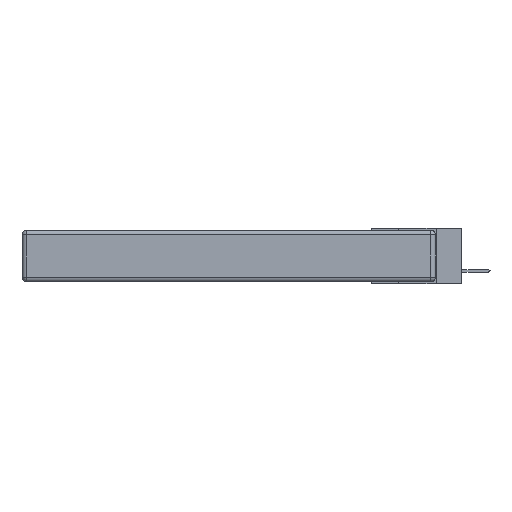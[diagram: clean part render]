
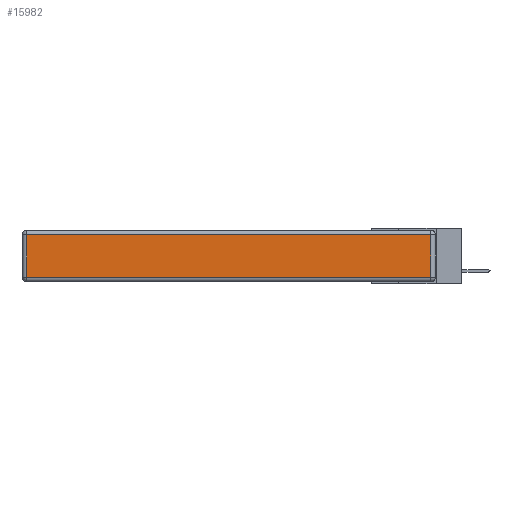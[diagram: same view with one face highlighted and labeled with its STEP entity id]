
A CAD part, left-side view. The second image highlights one B-rep face of the part: STEP entity #15982.
In plain terms, the highlighted planar face has unit normal (-1, 0, 0).
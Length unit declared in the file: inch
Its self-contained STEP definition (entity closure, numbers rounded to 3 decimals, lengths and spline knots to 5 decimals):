
#158 = EDGE_CURVE ( 'NONE', #14391, #3322, #6706, .T. ) ;
#836 = VECTOR ( 'NONE', #18726, 39.37008 ) ;
#1080 = LINE ( 'NONE', #10072, #836 ) ;
#1166 = DIRECTION ( 'NONE',  ( 0., 0., 1. ) ) ;
#1402 = VERTEX_POINT ( 'NONE', #14390 ) ;
#1679 = ORIENTED_EDGE ( 'NONE', *, *, #10828, .T. ) ;
#1936 = CARTESIAN_POINT ( 'NONE',  ( 0., 2.72, -0.343 ) ) ;
#2137 = DIRECTION ( 'NONE',  ( 0., 0., -1. ) ) ;
#2232 = ORIENTED_EDGE ( 'NONE', *, *, #9383, .T. ) ;
#2752 = ORIENTED_EDGE ( 'NONE', *, *, #158, .T. ) ;
#3322 = VERTEX_POINT ( 'NONE', #11651 ) ;
#3527 = VERTEX_POINT ( 'NONE', #12154 ) ;
#3563 = LINE ( 'NONE', #10880, #14221 ) ;
#3759 = VECTOR ( 'NONE', #2137, 39.37008 ) ;
#3871 = CARTESIAN_POINT ( 'NONE',  ( 0., 0., -0.343 ) ) ;
#3929 = DIRECTION ( 'NONE',  ( 0., 0., 1. ) ) ;
#5506 = FACE_OUTER_BOUND ( 'NONE', #6959, .T. ) ;
#5678 = CARTESIAN_POINT ( 'NONE',  ( 0., 0.03, -0.313 ) ) ;
#6706 = LINE ( 'NONE', #18720, #15587 ) ;
#6959 = EDGE_LOOP ( 'NONE', ( #2232, #2752, #10337, #1679 ) ) ;
#9383 = EDGE_CURVE ( 'NONE', #3527, #14391, #1080, .T. ) ;
#9798 = DIRECTION ( 'NONE',  ( -1., 0., 0. ) ) ;
#10072 = CARTESIAN_POINT ( 'NONE',  ( 0., 0., -0.313 ) ) ;
#10337 = ORIENTED_EDGE ( 'NONE', *, *, #18269, .T. ) ;
#10828 = EDGE_CURVE ( 'NONE', #1402, #3527, #18312, .T. ) ;
#10880 = CARTESIAN_POINT ( 'NONE',  ( 0., 2.75, -0.03 ) ) ;
#11651 = CARTESIAN_POINT ( 'NONE',  ( 0., 0.03, -0.03 ) ) ;
#12154 = CARTESIAN_POINT ( 'NONE',  ( 0., 2.72, -0.313 ) ) ;
#14221 = VECTOR ( 'NONE', #16801, 39.37008 ) ;
#14390 = CARTESIAN_POINT ( 'NONE',  ( 0., 2.72, -0.03 ) ) ;
#14391 = VERTEX_POINT ( 'NONE', #5678 ) ;
#15587 = VECTOR ( 'NONE', #1166, 39.37008 ) ;
#15982 = ADVANCED_FACE ( 'NONE', ( #5506 ), #18276, .T. ) ;
#16801 = DIRECTION ( 'NONE',  ( 0., 1., 0. ) ) ;
#17816 = AXIS2_PLACEMENT_3D ( 'NONE', #3871, #9798, #3929 ) ;
#18269 = EDGE_CURVE ( 'NONE', #3322, #1402, #3563, .T. ) ;
#18276 = PLANE ( 'NONE',  #17816 ) ;
#18312 = LINE ( 'NONE', #1936, #3759 ) ;
#18720 = CARTESIAN_POINT ( 'NONE',  ( 0., 0.03, -0.343 ) ) ;
#18726 = DIRECTION ( 'NONE',  ( 0., -1., 0. ) ) ;
